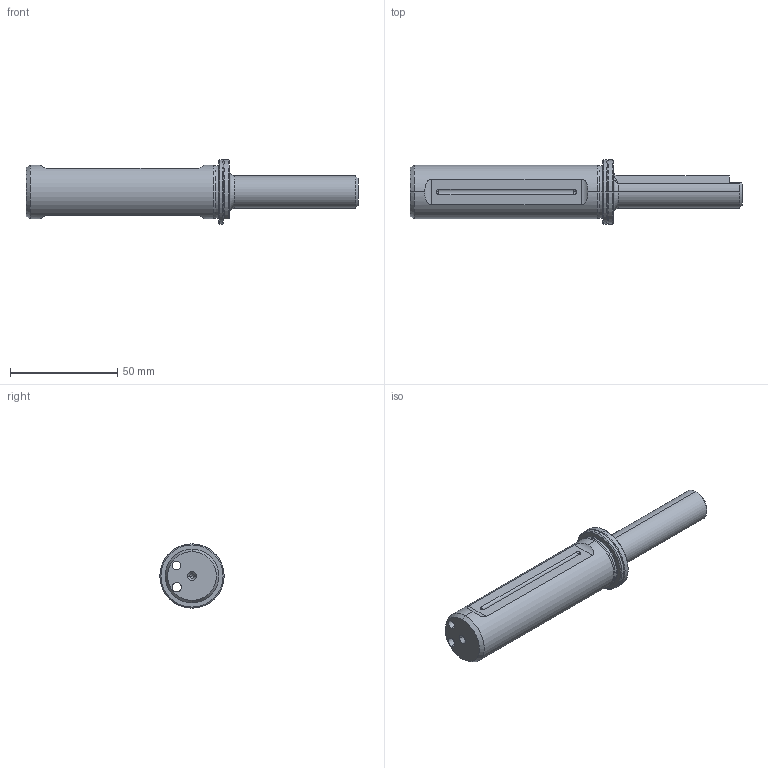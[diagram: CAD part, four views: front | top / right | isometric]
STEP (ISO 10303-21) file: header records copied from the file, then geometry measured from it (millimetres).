
FILE_DESCRIPTION (( 'STEP AP203' ), '1' );
FILE_NAME ('UT-HEX-17_28-25.STEP', '2023-07-18T08:41:56', ( 'TECNICO' ), ( '' ), 'SwSTEP 2.0', 'SolidWorks 2020', '' );
FILE_SCHEMA (( 'CONFIG_CONTROL_DESIGN' ));
Length unit declared in the file: millimetre
Products named in the file (1): UT-HEX-17_28-25
Bounding box: 155 x 30 x 30 mm (x, y, z)
Volume: 52368.7 mm3; surface area: 14232.8 mm2
Topology: 1 solids, 1 shells, 109 faces, 271 edges, 164 vertices
Faces by surface type: cylinder 40, cone 27, plane 22, torus 12, sphere 8
Entity records: 3555 total; most frequent: CARTESIAN_POINT 884, DIRECTION 569, ORIENTED_EDGE 534, EDGE_CURVE 267, AXIS2_PLACEMENT_3D 229, VERTEX_POINT 164, CIRCLE 119, EDGE_LOOP 117
